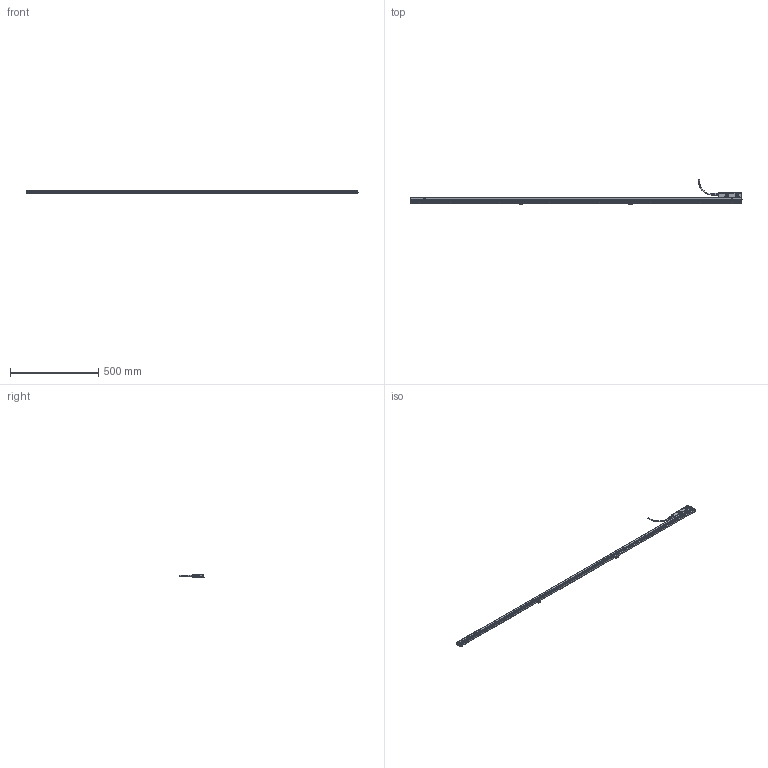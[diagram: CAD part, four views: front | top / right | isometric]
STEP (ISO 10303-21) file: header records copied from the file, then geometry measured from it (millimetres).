
FILE_DESCRIPTION(('CATIA V5 STEP'),'2;1');
FILE_NAME('SR27A-174-R.stp','2014-10-02T04:58:11+00:00',('none'),('none'),'CATIA Version 5 Release 19 SP 6 (IN-10)','CATIA V5 STEP AP214','none');
FILE_SCHEMA(('AUTOMOTIVE_DESIGN { 1 0 10303 214 1 1 1 1 }'));
Length unit declared in the file: millimetre
Products named in the file (1): SR27A-174-R
Bounding box: 1878 x 141.2 x 17.85 mm (x, y, z)
Volume: 825.8 mm3; surface area: 256217.5 mm2
Topology: 67 solids, 69 shells, 3322 faces, 8851 edges, 5681 vertices
Faces by surface type: plane 1727, cylinder 1218, cone 147, torus 132, bspline 72, sphere 26
Entity records: 99147 total; most frequent: CARTESIAN_POINT 23931, ORIENTED_EDGE 17618, DIRECTION 11875, EDGE_CURVE 8805, VERTEX_POINT 5681, VECTOR 5401, LINE 5401, AXIS2_PLACEMENT_3D 4603
